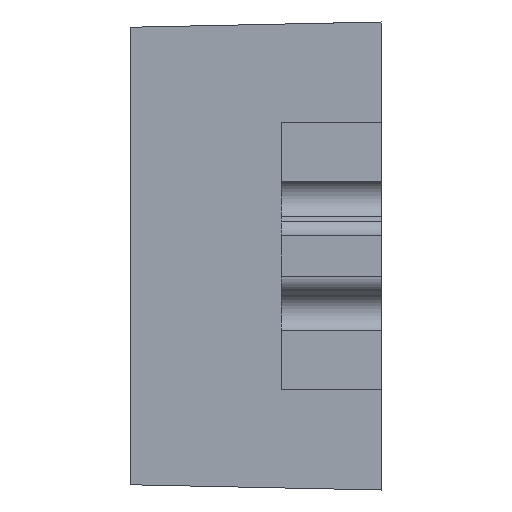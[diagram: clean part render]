
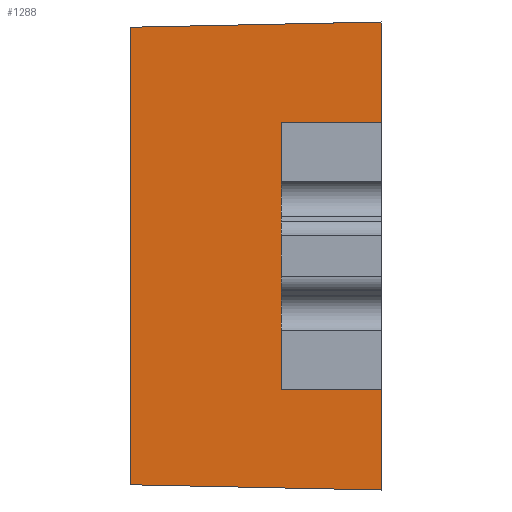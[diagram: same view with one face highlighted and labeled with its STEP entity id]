
A CAD part, left-side view. The second image highlights one B-rep face of the part: STEP entity #1288.
In plain terms, the highlighted planar face has unit normal (-1, 0.021, 0).
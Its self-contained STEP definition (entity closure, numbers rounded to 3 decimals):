
#840=CARTESIAN_POINT('',(-1.4,0.,-0.7));
#841=VERTEX_POINT('',#840);
#897=CARTESIAN_POINT('',(-1.384,0.75,-0.684));
#898=VERTEX_POINT('',#897);
#899=CARTESIAN_POINT('',(-1.384,0.75,-0.684));
#900=DIRECTION('',(-0.021,-1.,-0.021));
#901=VECTOR('',#900,0.75);
#902=LINE('',#899,#901);
#903=EDGE_CURVE('',#898,#841,#902,.T.);
#960=CARTESIAN_POINT('',(-1.4,0.,0.7));
#961=VERTEX_POINT('',#960);
#1018=CARTESIAN_POINT('',(-1.384,0.75,0.684));
#1019=VERTEX_POINT('',#1018);
#1026=CARTESIAN_POINT('',(-1.384,0.75,0.684));
#1027=DIRECTION('',(-0.021,-1.,0.021));
#1028=VECTOR('',#1027,0.75);
#1029=LINE('',#1026,#1028);
#1030=EDGE_CURVE('',#1019,#961,#1029,.T.);
#1159=CARTESIAN_POINT('',(-1.4,0.,-0.4));
#1160=VERTEX_POINT('',#1159);
#1169=CARTESIAN_POINT('',(-1.4,0.,-0.7));
#1170=DIRECTION('',(0.0,0.0,1.0));
#1171=VECTOR('',#1170,0.3);
#1172=LINE('',#1169,#1171);
#1173=EDGE_CURVE('',#841,#1160,#1172,.T.);
#1192=CARTESIAN_POINT('',(-1.4,0.,0.4));
#1193=VERTEX_POINT('',#1192);
#1207=CARTESIAN_POINT('',(-1.4,0.,0.4));
#1208=DIRECTION('',(0.0,0.0,1.0));
#1209=VECTOR('',#1208,0.3);
#1210=LINE('',#1207,#1209);
#1211=EDGE_CURVE('',#1193,#961,#1210,.T.);
#1249=CARTESIAN_POINT('',(-1.392,0.375,-0.35));
#1250=DIRECTION('',(-1.,0.021,0.));
#1251=DIRECTION('',(0.0,0.0,1.0));
#1252=AXIS2_PLACEMENT_3D('',#1249,#1250,#1251);
#1253=PLANE('',#1252);
#1254=CARTESIAN_POINT('',(-1.394,0.3,0.4));
#1255=VERTEX_POINT('',#1254);
#1256=CARTESIAN_POINT('',(-1.4,0.,0.4));
#1257=DIRECTION('',(0.021,1.,0.0));
#1258=VECTOR('',#1257,0.3);
#1259=LINE('',#1256,#1258);
#1260=EDGE_CURVE('',#1193,#1255,#1259,.T.);
#1261=ORIENTED_EDGE('',*,*,#1260,.F.);
#1262=ORIENTED_EDGE('',*,*,#1211,.T.);
#1263=ORIENTED_EDGE('',*,*,#1030,.F.);
#1264=CARTESIAN_POINT('',(-1.384,0.75,0.684));
#1265=DIRECTION('',(0.0,0.0,-1.0));
#1266=VECTOR('',#1265,1.369);
#1267=LINE('',#1264,#1266);
#1268=EDGE_CURVE('',#1019,#898,#1267,.T.);
#1269=ORIENTED_EDGE('',*,*,#1268,.T.);
#1270=ORIENTED_EDGE('',*,*,#903,.T.);
#1271=ORIENTED_EDGE('',*,*,#1173,.T.);
#1272=CARTESIAN_POINT('',(-1.394,0.3,-0.4));
#1273=VERTEX_POINT('',#1272);
#1274=CARTESIAN_POINT('',(-1.394,0.3,-0.4));
#1275=DIRECTION('',(-0.021,-1.,0.0));
#1276=VECTOR('',#1275,0.3);
#1277=LINE('',#1274,#1276);
#1278=EDGE_CURVE('',#1273,#1160,#1277,.T.);
#1279=ORIENTED_EDGE('',*,*,#1278,.F.);
#1280=CARTESIAN_POINT('',(-1.394,0.3,0.4));
#1281=DIRECTION('',(0.0,0.0,-1.0));
#1282=VECTOR('',#1281,0.8);
#1283=LINE('',#1280,#1282);
#1284=EDGE_CURVE('',#1255,#1273,#1283,.T.);
#1285=ORIENTED_EDGE('',*,*,#1284,.F.);
#1286=EDGE_LOOP('',(#1261,#1262,#1263,#1269,#1270,#1271,#1279,#1285));
#1287=FACE_OUTER_BOUND('',#1286,.T.);
#1288=ADVANCED_FACE('',(#1287),#1253,.T.);
